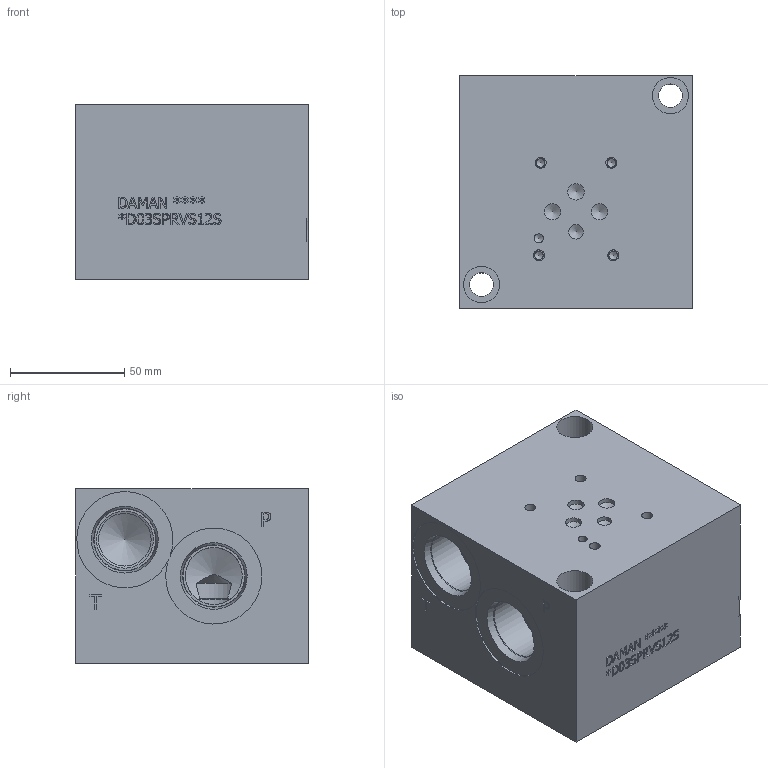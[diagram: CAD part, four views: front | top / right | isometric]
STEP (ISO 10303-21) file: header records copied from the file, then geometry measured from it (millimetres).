
FILE_DESCRIPTION(/* description */ (''),/* implementation_level */ '2;1');
FILE_NAME(/* name */ '_D03SPRVS12S.stp',/* time_stamp */ '2020-03-17T16:10:54-04:00',/* author */ ('devonn'),/* organization */ (''),/* preprocessor_version */ 'ST-DEVELOPER v17',/* originating_system */ 'Autodesk Inventor 2019',/* authorisation */ '');
FILE_SCHEMA (('AUTOMOTIVE_DESIGN { 1 0 10303 214 3 1 1 }'));
Length unit declared in the file: millimetre
Products named in the file (1): Part_AD03SPRVS12S.C10947_3D
Bounding box: 101.6 x 101.6 x 76.2 mm (x, y, z)
Volume: 643250.2 mm3; surface area: 76218.8 mm2
Topology: 1 solids, 1 shells, 570 faces, 1567 edges, 1056 vertices
Faces by surface type: plane 327, bspline 152, cylinder 54, cone 37
Full cylindrical faces by diameter (mm): 3.785 x4, 3.962 x1, 4.826 x4, 6.35 x1, 7.137 x3, 7.925 x2, 10.312 x2, 14.3 x1, 15.875 x2, 17.45 x1, 18.542 x1, 19.99 x1, 20.625 x1, 21.819 x1, 23.012 x4, 24.917 x6, 26.99 x3, 27 x3, 27.432 x6, 42.037 x3
Entity records: 19328 total; most frequent: CARTESIAN_POINT 5207, ORIENTED_EDGE 3104, DIRECTION 2277, EDGE_CURVE 1552, VERTEX_POINT 1056, LINE 1041, VECTOR 1041, EDGE_LOOP 648
